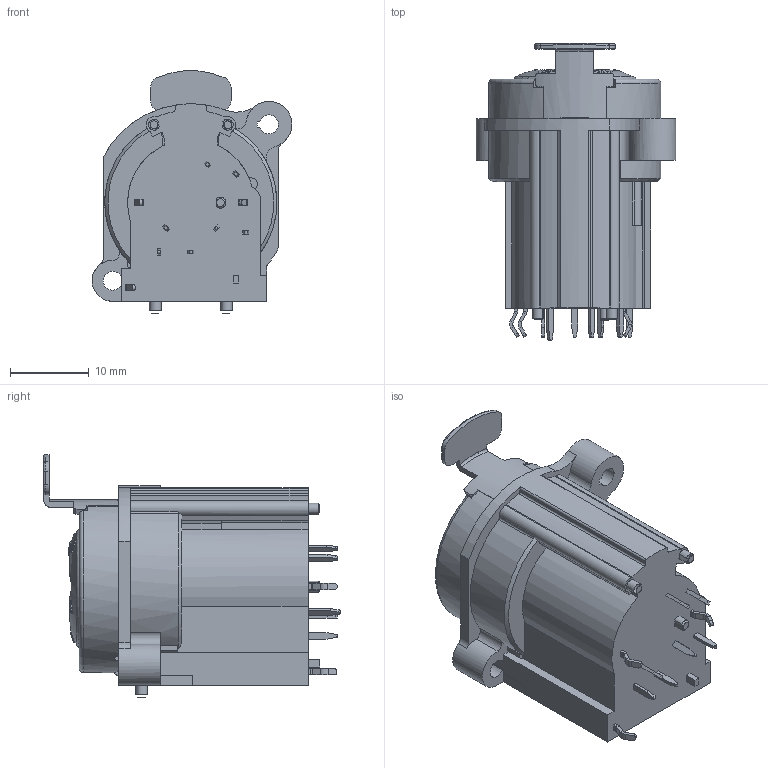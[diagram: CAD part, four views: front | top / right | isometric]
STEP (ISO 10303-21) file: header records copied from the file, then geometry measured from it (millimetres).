
FILE_DESCRIPTION(/* description */ (''),/* implementation_level */ '2;1');
FILE_NAME(/* name */ 'ACJC9AV2.stp',/* time_stamp */ '2026-04-02T12:03:54+11:00',/* author */ ('minh'),/* organization */ (''),/* preprocessor_version */ 'ST-DEVELOPER v19.2',/* originating_system */ 'Autodesk Inventor 2023',/* authorisation */ '');
FILE_SCHEMA (('AUTOMOTIVE_DESIGN { 1 0 10303 214 3 1 1 }'));
Length unit declared in the file: inch
Products named in the file (1): ACJC9AV2 simplified
Bounding box: 25.3 x 37.59 x 30.68 mm (x, y, z)
Volume: 11274.2 mm3; surface area: 4242.2 mm2
Topology: 1 solids, 5 shells, 644 faces, 1697 edges, 1104 vertices
Faces by surface type: plane 373, bspline 139, cylinder 111, torus 11, cone 10
Full cylindrical faces by diameter (mm): 1.5 x2
Entity records: 23188 total; most frequent: CARTESIAN_POINT 7587, ORIENTED_EDGE 3394, DIRECTION 2544, EDGE_CURVE 1697, VERTEX_POINT 1104, LINE 990, VECTOR 990, AXIS2_PLACEMENT_3D 777
